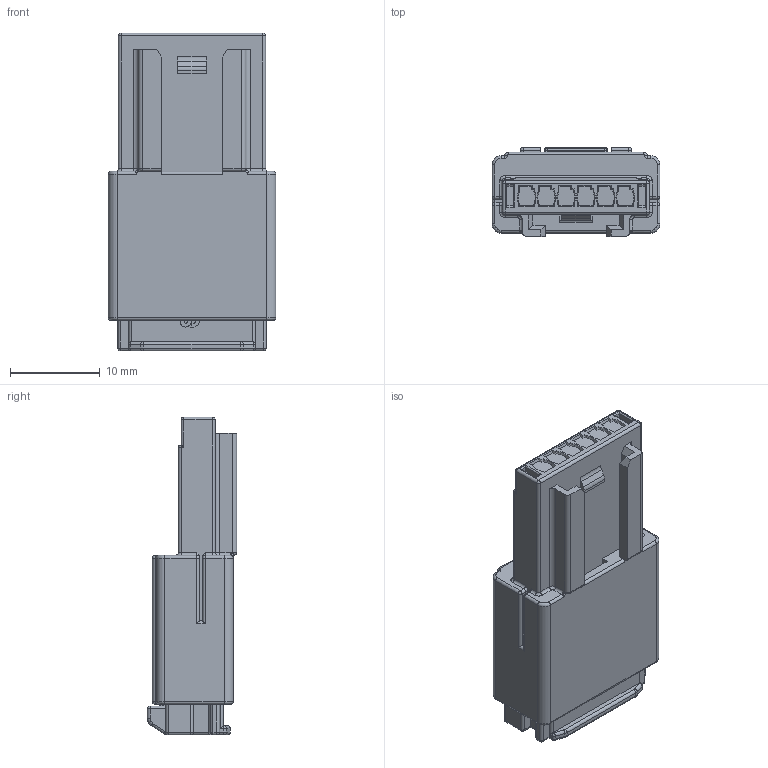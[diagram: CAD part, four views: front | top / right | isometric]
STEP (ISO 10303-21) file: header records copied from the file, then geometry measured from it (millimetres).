
FILE_DESCRIPTION((''),'2;1');
FILE_NAME('025_6P_ASSY_WTW_CUSTOMER_B_ASM','2015-06-17T',('personal'),(''),'PRO/ENGINEER BY PARAMETRIC TECHNOLOGY CORPORATION, 2011080','PRO/ENGINEER BY PARAMETRIC TECHNOLOGY CORPORATION, 2011080','');
FILE_SCHEMA(('CONFIG_CONTROL_DESIGN'));
Length unit declared in the file: millimetre
Products named in the file (3): 025_6M_HSG_B_FOR_TOOL_CLOSED; KM1300036_025_6F_HSG-B_R05; 025_6P_ASSY_WTW_CUSTOMER_B_ASM
Assembly tree (2 placements, depth 2):
  025_6P_ASSY_WTW_CUSTOMER_B_ASM
    025_6M_HSG_B_FOR_TOOL_CLOSED
    KM1300036_025_6F_HSG-B_R05
Bounding box: 18.7 x 9.95 x 35.4 mm (x, y, z)
Volume: 3721 mm3; surface area: 4681.7 mm2
Topology: 2 solids, 2 shells, 1280 faces, 3354 edges, 2103 vertices
Faces by surface type: plane 857, cylinder 281, torus 52, sphere 38, bspline 30, cone 22
Entity records: 40400 total; most frequent: CARTESIAN_POINT 9016, ORIENTED_EDGE 6632, DIRECTION 6263, EDGE_CURVE 3316, VECTOR 2617, LINE 2617, VERTEX_POINT 2103, AXIS2_PLACEMENT_3D 1823
